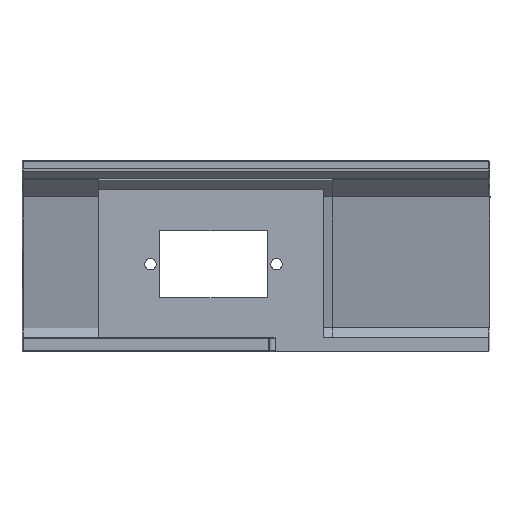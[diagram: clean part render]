
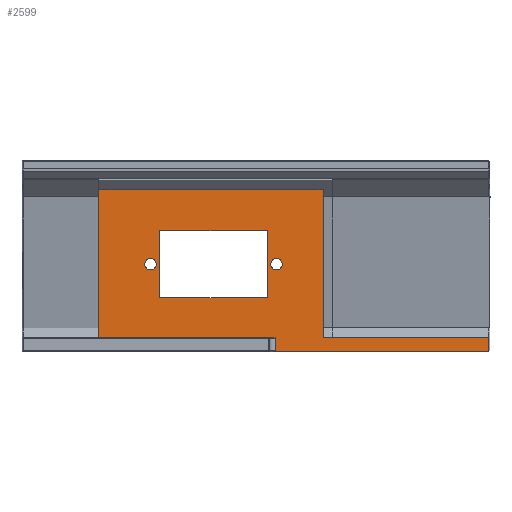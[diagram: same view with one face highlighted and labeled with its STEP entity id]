
A CAD part, left-side view. The second image highlights one B-rep face of the part: STEP entity #2599.
In plain terms, the highlighted face is planar.
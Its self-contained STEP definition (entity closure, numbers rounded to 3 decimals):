
#77=FACE_BOUND('',#321,.T.);
#78=FACE_BOUND('',#322,.T.);
#79=FACE_BOUND('',#323,.T.);
#95=CIRCLE('',#2782,2.);
#96=CIRCLE('',#2783,2.);
#155=(
BOUNDED_CURVE()
B_SPLINE_CURVE(2,(#3835,#3836,#3837),.UNSPECIFIED.,.F.,.F.)
B_SPLINE_CURVE_WITH_KNOTS((3,3),(0.428,0.533),
 .UNSPECIFIED.)
CURVE()
GEOMETRIC_REPRESENTATION_ITEM()
RATIONAL_B_SPLINE_CURVE((1.182,1.156,1.106))
REPRESENTATION_ITEM('')
);
#156=(
BOUNDED_CURVE()
B_SPLINE_CURVE(2,(#3851,#3852,#3853),.UNSPECIFIED.,.F.,.F.)
B_SPLINE_CURVE_WITH_KNOTS((3,3),(0.195,0.318),
 .UNSPECIFIED.)
CURVE()
GEOMETRIC_REPRESENTATION_ITEM()
RATIONAL_B_SPLINE_CURVE((1.245,1.301,1.33))
REPRESENTATION_ITEM('')
);
#165=FACE_OUTER_BOUND('',#320,.T.);
#320=EDGE_LOOP('',(#1769,#1770,#1771,#1772,#1773,#1774,#1775,#1776,#1777,
#1778,#1779,#1780,#1781,#1782,#1783));
#321=EDGE_LOOP('',(#1784));
#322=EDGE_LOOP('',(#1785));
#323=EDGE_LOOP('',(#1786,#1787,#1788,#1789));
#495=LINE('',#3774,#806);
#499=LINE('',#3781,#810);
#500=LINE('',#3782,#811);
#514=LINE('',#3812,#825);
#524=LINE('',#3833,#835);
#525=LINE('',#3839,#836);
#526=LINE('',#3840,#837);
#527=LINE('',#3842,#838);
#528=LINE('',#3844,#839);
#529=LINE('',#3845,#840);
#530=LINE('',#3847,#841);
#531=LINE('',#3849,#842);
#532=LINE('',#3854,#843);
#533=LINE('',#3861,#844);
#534=LINE('',#3863,#845);
#535=LINE('',#3865,#846);
#536=LINE('',#3866,#847);
#806=VECTOR('',#3013,10.);
#810=VECTOR('',#3017,10.);
#811=VECTOR('',#3018,10.);
#825=VECTOR('',#3038,10.);
#835=VECTOR('',#3054,10.);
#836=VECTOR('',#3055,10.);
#837=VECTOR('',#3056,10.);
#838=VECTOR('',#3057,1000.);
#839=VECTOR('',#3058,10.);
#840=VECTOR('',#3059,10.);
#841=VECTOR('',#3060,10.);
#842=VECTOR('',#3061,10.);
#843=VECTOR('',#3062,10.);
#844=VECTOR('',#3067,10.);
#845=VECTOR('',#3068,10.);
#846=VECTOR('',#3069,10.);
#847=VECTOR('',#3070,10.);
#1116=VERTEX_POINT('',#3772);
#1117=VERTEX_POINT('',#3773);
#1119=VERTEX_POINT('',#3778);
#1120=VERTEX_POINT('',#3780);
#1130=VERTEX_POINT('',#3803);
#1133=VERTEX_POINT('',#3811);
#1140=VERTEX_POINT('',#3831);
#1141=VERTEX_POINT('',#3832);
#1142=VERTEX_POINT('',#3834);
#1143=VERTEX_POINT('',#3838);
#1144=VERTEX_POINT('',#3841);
#1145=VERTEX_POINT('',#3843);
#1146=VERTEX_POINT('',#3846);
#1147=VERTEX_POINT('',#3848);
#1148=VERTEX_POINT('',#3850);
#1149=VERTEX_POINT('',#3855);
#1150=VERTEX_POINT('',#3857);
#1151=VERTEX_POINT('',#3859);
#1152=VERTEX_POINT('',#3860);
#1153=VERTEX_POINT('',#3862);
#1154=VERTEX_POINT('',#3864);
#1353=EDGE_CURVE('',#1116,#1117,#495,.T.);
#1357=EDGE_CURVE('',#1119,#1120,#499,.T.);
#1358=EDGE_CURVE('',#1120,#1117,#500,.T.);
#1372=EDGE_CURVE('',#1130,#1133,#514,.T.);
#1382=EDGE_CURVE('',#1140,#1141,#524,.T.);
#1383=EDGE_CURVE('',#1141,#1142,#155,.T.);
#1384=EDGE_CURVE('',#1143,#1142,#525,.T.);
#1385=EDGE_CURVE('',#1143,#1133,#526,.T.);
#1386=EDGE_CURVE('',#1130,#1144,#527,.T.);
#1387=EDGE_CURVE('',#1145,#1144,#528,.T.);
#1388=EDGE_CURVE('',#1145,#1116,#529,.T.);
#1389=EDGE_CURVE('',#1119,#1146,#530,.T.);
#1390=EDGE_CURVE('',#1147,#1146,#531,.T.);
#1391=EDGE_CURVE('',#1148,#1147,#156,.F.);
#1392=EDGE_CURVE('',#1148,#1140,#532,.T.);
#1393=EDGE_CURVE('',#1149,#1149,#95,.T.);
#1394=EDGE_CURVE('',#1150,#1150,#96,.T.);
#1395=EDGE_CURVE('',#1151,#1152,#533,.T.);
#1396=EDGE_CURVE('',#1151,#1153,#534,.T.);
#1397=EDGE_CURVE('',#1153,#1154,#535,.T.);
#1398=EDGE_CURVE('',#1152,#1154,#536,.T.);
#1769=ORIENTED_EDGE('',*,*,#1382,.T.);
#1770=ORIENTED_EDGE('',*,*,#1383,.T.);
#1771=ORIENTED_EDGE('',*,*,#1384,.F.);
#1772=ORIENTED_EDGE('',*,*,#1385,.T.);
#1773=ORIENTED_EDGE('',*,*,#1372,.F.);
#1774=ORIENTED_EDGE('',*,*,#1386,.T.);
#1775=ORIENTED_EDGE('',*,*,#1387,.F.);
#1776=ORIENTED_EDGE('',*,*,#1388,.T.);
#1777=ORIENTED_EDGE('',*,*,#1353,.T.);
#1778=ORIENTED_EDGE('',*,*,#1358,.F.);
#1779=ORIENTED_EDGE('',*,*,#1357,.F.);
#1780=ORIENTED_EDGE('',*,*,#1389,.T.);
#1781=ORIENTED_EDGE('',*,*,#1390,.F.);
#1782=ORIENTED_EDGE('',*,*,#1391,.F.);
#1783=ORIENTED_EDGE('',*,*,#1392,.T.);
#1784=ORIENTED_EDGE('',*,*,#1393,.T.);
#1785=ORIENTED_EDGE('',*,*,#1394,.T.);
#1786=ORIENTED_EDGE('',*,*,#1395,.F.);
#1787=ORIENTED_EDGE('',*,*,#1396,.T.);
#1788=ORIENTED_EDGE('',*,*,#1397,.T.);
#1789=ORIENTED_EDGE('',*,*,#1398,.F.);
#2488=PLANE('',#2781);
#2599=ADVANCED_FACE('',(#165,#77,#78,#79),#2488,.T.);
#2781=AXIS2_PLACEMENT_3D('',#3830,#3052,#3053);
#2782=AXIS2_PLACEMENT_3D('',#3856,#3063,#3064);
#2783=AXIS2_PLACEMENT_3D('',#3858,#3065,#3066);
#3013=DIRECTION('',(0.,-0.984,0.179));
#3017=DIRECTION('',(0.,0.984,-0.179));
#3018=DIRECTION('',(0.,0.984,-0.179));
#3038=DIRECTION('',(0.179,-0.176,-0.968));
#3052=DIRECTION('center_axis',(0.984,0.032,0.176));
#3053=DIRECTION('ref_axis',(0.176,0.,-0.984));
#3054=DIRECTION('',(0.179,-0.176,-0.968));
#3055=DIRECTION('',(0.,-0.984,0.179));
#3056=DIRECTION('',(0.,0.984,-0.179));
#3057=DIRECTION('',(0.,-0.984,0.179));
#3058=DIRECTION('',(0.,0.984,-0.179));
#3059=DIRECTION('',(-0.179,0.176,0.968));
#3060=DIRECTION('',(0.179,-0.176,-0.968));
#3061=DIRECTION('',(0.,-0.984,0.179));
#3062=DIRECTION('',(-0.179,0.176,0.968));
#3063=DIRECTION('center_axis',(-0.984,-0.032,-0.176));
#3064=DIRECTION('ref_axis',(0.,0.984,-0.179));
#3065=DIRECTION('center_axis',(-0.984,-0.032,-0.176));
#3066=DIRECTION('ref_axis',(0.,0.984,-0.179));
#3067=DIRECTION('',(0.179,-0.176,-0.968));
#3068=DIRECTION('',(0.,0.984,-0.179));
#3069=DIRECTION('',(0.179,-0.176,-0.968));
#3070=DIRECTION('',(0.,0.984,-0.179));
#3772=CARTESIAN_POINT('',(-47.999,-186.775,66.598));
#3773=CARTESIAN_POINT('',(-47.999,-191.694,67.492));
#3774=CARTESIAN_POINT('',(-47.999,-257.061,79.377));
#3778=CARTESIAN_POINT('',(-47.999,-263.982,80.635));
#3780=CARTESIAN_POINT('',(-47.999,-257.247,79.411));
#3781=CARTESIAN_POINT('',(-47.999,-257.061,79.377));
#3782=CARTESIAN_POINT('',(-47.999,-203.243,69.592));
#3803=CARTESIAN_POINT('',(-38.761,-138.849,6.241));
#3811=CARTESIAN_POINT('',(-37.866,-139.729,1.401));
#3812=CARTESIAN_POINT('',(-43.412,-134.273,31.409));
#3830=CARTESIAN_POINT('Origin',(-49.852,-114.32,63.782));
#3831=CARTESIAN_POINT('',(-38.761,-212.147,19.568));
#3832=CARTESIAN_POINT('',(-37.938,-212.956,15.115));
#3833=CARTESIAN_POINT('',(-36.972,-213.907,9.888));
#3834=CARTESIAN_POINT('',(-37.866,-213.948,14.896));
#3835=CARTESIAN_POINT('Ctrl Pts',(-37.938,-212.956,15.115));
#3836=CARTESIAN_POINT('Ctrl Pts',(-37.914,-213.411,15.067));
#3837=CARTESIAN_POINT('Ctrl Pts',(-37.866,-213.948,14.896));
#3838=CARTESIAN_POINT('',(-37.866,-190.841,10.694));
#3839=CARTESIAN_POINT('',(-37.866,-293.421,29.345));
#3840=CARTESIAN_POINT('',(-37.866,-239.257,19.497));
#3841=CARTESIAN_POINT('',(-38.761,-189.961,15.534));
#3842=CARTESIAN_POINT('',(-38.761,-213.781,19.865));
#3843=CARTESIAN_POINT('',(-38.761,-195.864,16.608));
#3844=CARTESIAN_POINT('',(-38.761,-273.693,30.759));
#3845=CARTESIAN_POINT('',(-45.701,-189.035,54.165));
#3846=CARTESIAN_POINT('',(-38.761,-273.071,30.645));
#3847=CARTESIAN_POINT('',(-40.994,-270.873,42.731));
#3848=CARTESIAN_POINT('',(-38.761,-213.068,19.736));
#3849=CARTESIAN_POINT('',(-38.761,-220.102,21.015));
#3850=CARTESIAN_POINT('',(-38.689,-212.217,19.181));
#3851=CARTESIAN_POINT('Ctrl Pts',(-38.761,-213.068,19.736));
#3852=CARTESIAN_POINT('Ctrl Pts',(-38.713,-212.626,19.387));
#3853=CARTESIAN_POINT('Ctrl Pts',(-38.689,-212.217,19.181));
#3854=CARTESIAN_POINT('',(-36.972,-213.907,9.888));
#3855=CARTESIAN_POINT('',(-43.348,-209.369,44.705));
#3856=CARTESIAN_POINT('Origin',(-43.348,-207.402,44.347));
#3857=CARTESIAN_POINT('',(-43.348,-252.66,52.576));
#3858=CARTESIAN_POINT('Origin',(-43.348,-250.692,52.218));
#3859=CARTESIAN_POINT('',(-45.45,-245.426,63.011));
#3860=CARTESIAN_POINT('',(-41.246,-249.562,40.263));
#3861=CARTESIAN_POINT('',(-44.399,-246.46,57.324));
#3862=CARTESIAN_POINT('',(-45.45,-208.531,56.302));
#3863=CARTESIAN_POINT('',(-45.45,-217.755,57.98));
#3864=CARTESIAN_POINT('',(-41.246,-212.667,33.554));
#3865=CARTESIAN_POINT('',(-42.297,-211.633,39.241));
#3866=CARTESIAN_POINT('',(-41.246,-240.339,38.586));
